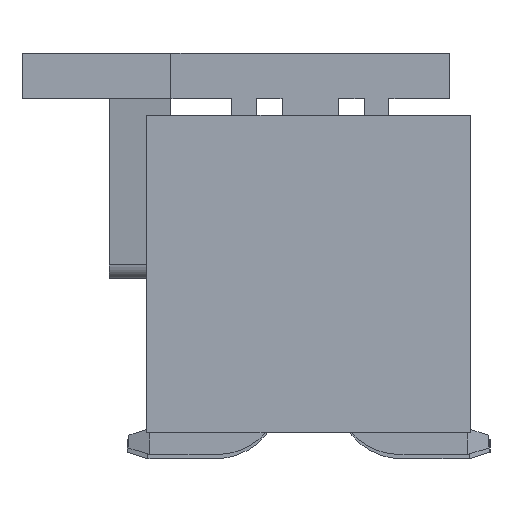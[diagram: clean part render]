
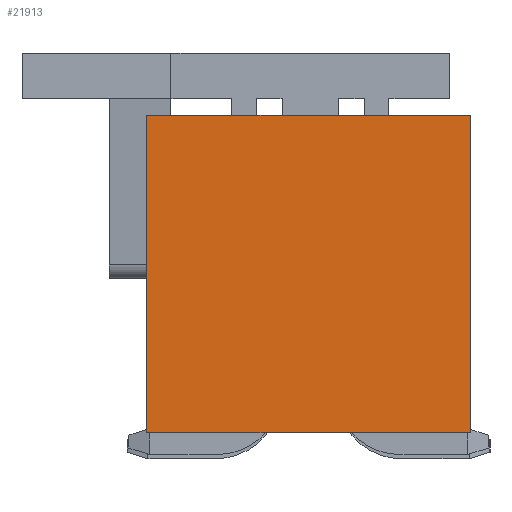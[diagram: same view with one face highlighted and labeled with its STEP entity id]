
A CAD part, front view. The second image highlights one B-rep face of the part: STEP entity #21913.
In plain terms, the highlighted face is planar.
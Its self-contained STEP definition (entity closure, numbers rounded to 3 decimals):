
#4617=ORIENTED_EDGE('',*,*,#8768,.F.);
#4618=ORIENTED_EDGE('',*,*,#8769,.F.);
#4619=ORIENTED_EDGE('',*,*,#8770,.T.);
#4620=ORIENTED_EDGE('',*,*,#8771,.T.);
#8768=EDGE_CURVE('',#11012,#11013,#13624,.T.);
#8769=EDGE_CURVE('',#11014,#11012,#13625,.T.);
#8770=EDGE_CURVE('',#11014,#11015,#13626,.T.);
#8771=EDGE_CURVE('',#11015,#11013,#13627,.T.);
#11012=VERTEX_POINT('',#37581);
#11013=VERTEX_POINT('',#37582);
#11014=VERTEX_POINT('',#37584);
#11015=VERTEX_POINT('',#37586);
#13624=LINE('',#37580,#16554);
#13625=LINE('',#37583,#16555);
#13626=LINE('',#37585,#16556);
#13627=LINE('',#37587,#16557);
#16554=VECTOR('',#31534,1000.);
#16555=VECTOR('',#31535,1000.);
#16556=VECTOR('',#31536,1000.);
#16557=VECTOR('',#31537,1000.);
#18274=EDGE_LOOP('',(#4617,#4618,#4619,#4620));
#19528=FACE_BOUND('',#18274,.T.);
#20700=PLANE('',#26910);
#21913=ADVANCED_FACE('',(#19528),#20700,.T.);
#26910=AXIS2_PLACEMENT_3D('',#37579,#31532,#31533);
#31532=DIRECTION('',(1.,0.,0.));
#31533=DIRECTION('',(0.,0.,-1.));
#31534=DIRECTION('',(0.,0.,-1.));
#31535=DIRECTION('',(0.,1.,0.));
#31536=DIRECTION('',(0.,0.,-1.));
#31537=DIRECTION('',(0.,1.,0.));
#37579=CARTESIAN_POINT('',(15.875,-2.5,2.45));
#37580=CARTESIAN_POINT('',(15.875,2.5,2.45));
#37581=CARTESIAN_POINT('',(15.875,2.5,2.45));
#37582=CARTESIAN_POINT('',(15.875,2.5,-2.45));
#37583=CARTESIAN_POINT('',(15.875,-2.5,2.45));
#37584=CARTESIAN_POINT('',(15.875,-2.5,2.45));
#37585=CARTESIAN_POINT('',(15.875,-2.5,2.45));
#37586=CARTESIAN_POINT('',(15.875,-2.5,-2.45));
#37587=CARTESIAN_POINT('',(15.875,-2.5,-2.45));
